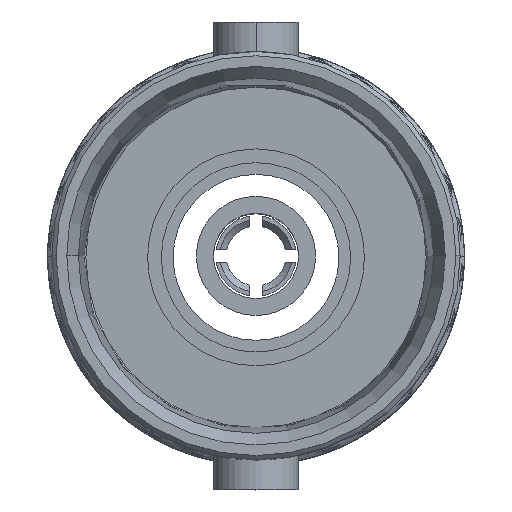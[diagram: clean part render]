
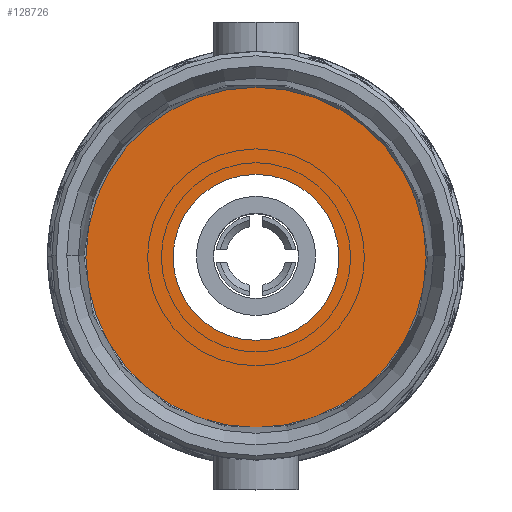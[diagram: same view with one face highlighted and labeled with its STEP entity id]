
A CAD part, top view. The second image highlights one B-rep face of the part: STEP entity #128726.
In plain terms, the highlighted planar face has unit normal (0, 0, -1).
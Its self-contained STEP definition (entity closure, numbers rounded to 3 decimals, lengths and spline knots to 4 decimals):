
#2660 = FACE_BOUND ( 'NONE', #71255, .T. ) ;
#3260 = AXIS2_PLACEMENT_3D ( 'NONE', #251030, #138473, #180929 ) ;
#7287 = CARTESIAN_POINT ( 'NONE',  ( 0., 0., 0. ) ) ;
#7838 = CIRCLE ( 'NONE', #287982, 4. ) ;
#13391 = ORIENTED_EDGE ( 'NONE', *, *, #33192, .T. ) ;
#23054 = CARTESIAN_POINT ( 'NONE',  ( -4., 0., 0. ) ) ;
#29150 = CIRCLE ( 'NONE', #272073, 1.95 ) ;
#33192 = EDGE_CURVE ( 'NONE', #205928, #146804, #29150, .T. ) ;
#35560 = ORIENTED_EDGE ( 'NONE', *, *, #98634, .T. ) ;
#71255 = EDGE_LOOP ( 'NONE', ( #243008, #13391 ) ) ;
#90446 = DIRECTION ( 'NONE',  ( -1., 0., 0. ) ) ;
#98634 = EDGE_CURVE ( 'NONE', #257724, #258405, #129318, .T. ) ;
#100732 = EDGE_CURVE ( 'NONE', #258405, #257724, #7838, .T. ) ;
#128726 = ADVANCED_FACE ( 'NONE', ( #2660, #181041 ), #270230, .T. ) ;
#129318 = CIRCLE ( 'NONE', #3260, 4. ) ;
#138473 = DIRECTION ( 'NONE',  ( 0., 0., -1. ) ) ;
#141045 = ORIENTED_EDGE ( 'NONE', *, *, #100732, .T. ) ;
#141928 = DIRECTION ( 'NONE',  ( 0., 0., 1. ) ) ;
#146804 = VERTEX_POINT ( 'NONE', #173280 ) ;
#168033 = DIRECTION ( 'NONE',  ( 0., 0., 1. ) ) ;
#171681 = DIRECTION ( 'NONE',  ( 0., 0., -1. ) ) ;
#173280 = CARTESIAN_POINT ( 'NONE',  ( -1.95, 0., 0. ) ) ;
#180929 = DIRECTION ( 'NONE',  ( -1., 0., 0. ) ) ;
#181041 = FACE_OUTER_BOUND ( 'NONE', #230734, .T. ) ;
#181496 = CARTESIAN_POINT ( 'NONE',  ( 0., 0., 0. ) ) ;
#193600 = CARTESIAN_POINT ( 'NONE',  ( 0., 0., 0. ) ) ;
#205928 = VERTEX_POINT ( 'NONE', #234166 ) ;
#223447 = DIRECTION ( 'NONE',  ( 0., 0., -1. ) ) ;
#228220 = AXIS2_PLACEMENT_3D ( 'NONE', #249705, #223447, #90446 ) ;
#229608 = AXIS2_PLACEMENT_3D ( 'NONE', #181496, #141928, #270677 ) ;
#230734 = EDGE_LOOP ( 'NONE', ( #141045, #35560 ) ) ;
#234166 = CARTESIAN_POINT ( 'NONE',  ( 1.95, 0., 0. ) ) ;
#235263 = DIRECTION ( 'NONE',  ( -1., 0., 0. ) ) ;
#243008 = ORIENTED_EDGE ( 'NONE', *, *, #273115, .T. ) ;
#248397 = CIRCLE ( 'NONE', #229608, 1.95 ) ;
#249705 = CARTESIAN_POINT ( 'NONE',  ( 0., 1.85, 0. ) ) ;
#251030 = CARTESIAN_POINT ( 'NONE',  ( 0., 0., 0. ) ) ;
#257724 = VERTEX_POINT ( 'NONE', #23054 ) ;
#258405 = VERTEX_POINT ( 'NONE', #282710 ) ;
#260841 = DIRECTION ( 'NONE',  ( -1., 0., 0. ) ) ;
#270230 = PLANE ( 'NONE',  #228220 ) ;
#270677 = DIRECTION ( 'NONE',  ( -1., 0., 0. ) ) ;
#272073 = AXIS2_PLACEMENT_3D ( 'NONE', #7287, #168033, #235263 ) ;
#273115 = EDGE_CURVE ( 'NONE', #146804, #205928, #248397, .T. ) ;
#282710 = CARTESIAN_POINT ( 'NONE',  ( 4., 0., 0. ) ) ;
#287982 = AXIS2_PLACEMENT_3D ( 'NONE', #193600, #171681, #260841 ) ;
